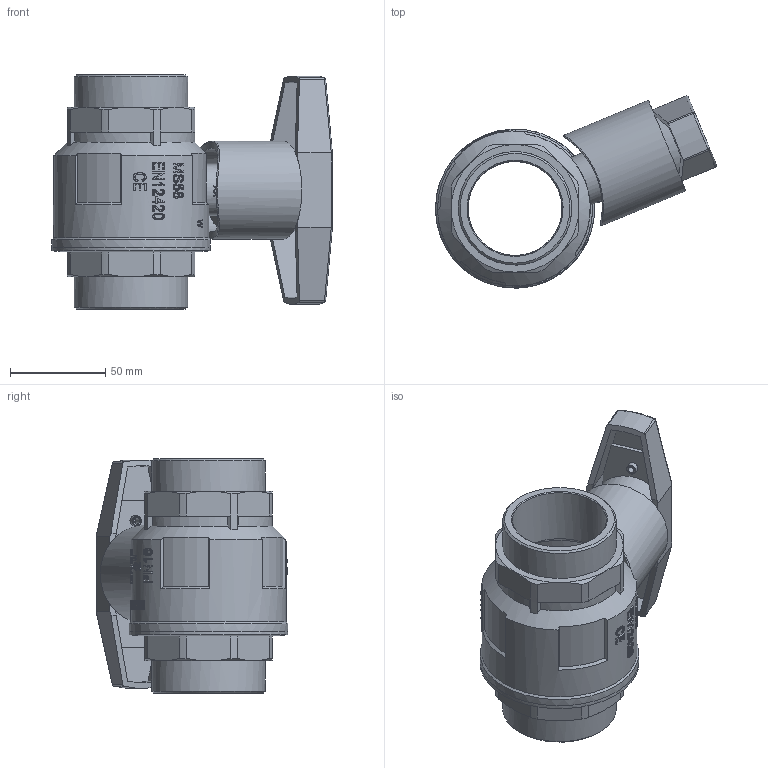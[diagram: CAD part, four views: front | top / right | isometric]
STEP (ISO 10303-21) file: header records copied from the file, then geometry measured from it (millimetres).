
FILE_DESCRIPTION(/* description */ ('Unknown'),/* implementation_level */ '2;1');
FILE_NAME(/* name */ '687-09',/* time_stamp */ '2022-06-15T12:53:55+02:00',/* author */ ('Unknown'),/* organization */ ('Unknown'),/* preprocessor_version */ 'ST-DEVELOPER v16.7',/* originating_system */ 'Solid Edge',/* authorisation */ 'Unknown');
FILE_SCHEMA (('AUTOMOTIVE_DESIGN {1 0 10303 214 3 1 1}'));
Length unit declared in the file: millimetre
Products named in the file (15): 687-09; 620-2; 600-2-Spindel-co; 600-2-Stopfbuchse; 600-2-Spindeldichtung; 600-2-Spindel; 600-2-O-Ring; 620-2_Einschraubteil; 620-2_Körper; 94000685-09; 00; O-RING; TXINGSHOUBING; XINZI1; VT0801432009-1
Assembly tree (14 placements, depth 4):
  687-09
    620-2
      600-2-Spindel-co
        600-2-Stopfbuchse
        600-2-Spindeldichtung
        600-2-Spindel
        600-2-O-Ring
      620-2_Einschraubteil
      620-2_Körper
    94000685-09
      00
      O-RING
      TXINGSHOUBING
      XINZI1
      VT0801432009-1
Bounding box: 147.52 x 100.84 x 122.99 mm (x, y, z)
Volume: 178791 mm3; surface area: 123372.5 mm2
Topology: 9 solids, 11 shells, 1362 faces, 3751 edges, 2475 vertices
Faces by surface type: plane 1152, cylinder 144, cone 47, torus 9, sphere 6, bspline 4
Full cylindrical faces by diameter (mm): 3.4 x2, 5.3 x2, 5.4 x2, 11.8 x1, 16 x3, 16.1 x2, 16.5 x1, 18 x1, 19 x1, 20 x1, 20.3 x1, 20.5 x1, 20.52 x1, 22 x1, 26 x1, 27 x1, 30.4 x1, 40.4 x1, 44 x2, 46 x1, 49.5 x2, 51.5 x1, 59.614 x2, 62 x2, 75 x1, 77 x1, 77.08 x1, 77.5 x1, 81.5 x1, 83.5 x2
Entity records: 56527 total; most frequent: CARTESIAN_POINT 11785, DIRECTION 8389, ORIENTED_EDGE 7310, EDGE_CURVE 3660, AXIS2_PLACEMENT_3D 3437, VERTEX_POINT 2449, ELLIPSE 1609, LINE 1515
